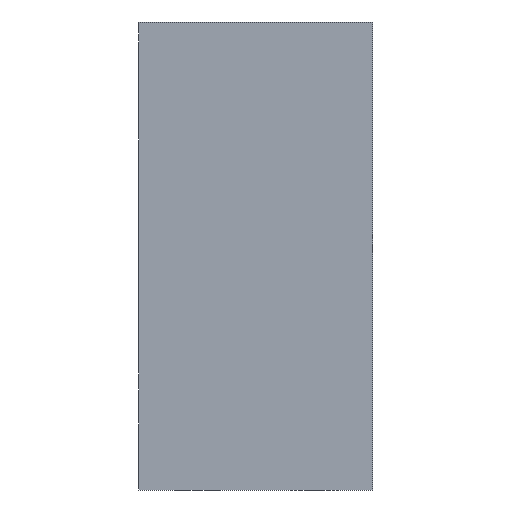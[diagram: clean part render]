
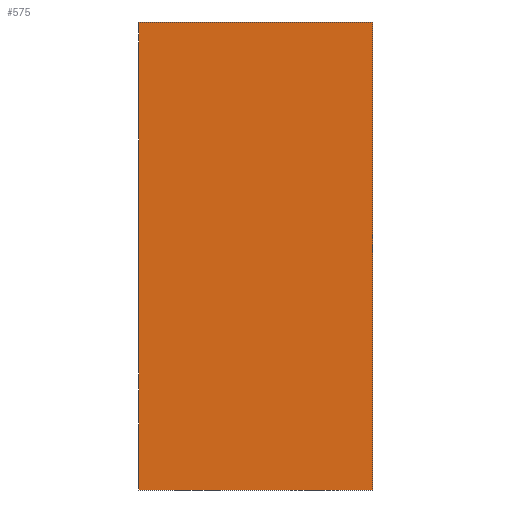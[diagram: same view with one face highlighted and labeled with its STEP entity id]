
A CAD part, left-side view. The second image highlights one B-rep face of the part: STEP entity #575.
In plain terms, the highlighted planar face has unit normal (-1, 0, 0).
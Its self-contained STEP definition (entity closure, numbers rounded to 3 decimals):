
#14 = DIRECTION ( 'NONE',  ( 0., -1., 0. ) ) ;
#17 = CARTESIAN_POINT ( 'NONE',  ( -29.355, -6., 0. ) ) ;
#32 = VECTOR ( 'NONE', #358, 1000. ) ;
#61 = VERTEX_POINT ( 'NONE', #124 ) ;
#80 = ORIENTED_EDGE ( 'NONE', *, *, #555, .F. ) ;
#84 = LINE ( 'NONE', #471, #32 ) ;
#88 = PLANE ( 'NONE',  #269 ) ;
#114 = CARTESIAN_POINT ( 'NONE',  ( -29.355, -6., -20. ) ) ;
#124 = CARTESIAN_POINT ( 'NONE',  ( -29.355, -16., 0. ) ) ;
#258 = CARTESIAN_POINT ( 'NONE',  ( -29.355, -6., 0. ) ) ;
#261 = ORIENTED_EDGE ( 'NONE', *, *, #464, .T. ) ;
#269 = AXIS2_PLACEMENT_3D ( 'NONE', #539, #313, #274 ) ;
#274 = DIRECTION ( 'NONE',  ( 0., 0., -1. ) ) ;
#293 = LINE ( 'NONE', #508, #409 ) ;
#298 = EDGE_LOOP ( 'NONE', ( #478, #261, #80, #325 ) ) ;
#310 = VECTOR ( 'NONE', #525, 1000. ) ;
#313 = DIRECTION ( 'NONE',  ( 1., 0., 0. ) ) ;
#325 = ORIENTED_EDGE ( 'NONE', *, *, #363, .F. ) ;
#329 = LINE ( 'NONE', #17, #530 ) ;
#356 = VERTEX_POINT ( 'NONE', #557 ) ;
#358 = DIRECTION ( 'NONE',  ( 0., -1., 0. ) ) ;
#363 = EDGE_CURVE ( 'NONE', #507, #61, #293, .T. ) ;
#370 = VERTEX_POINT ( 'NONE', #114 ) ;
#397 = LINE ( 'NONE', #574, #310 ) ;
#403 = EDGE_CURVE ( 'NONE', #507, #370, #329, .T. ) ;
#409 = VECTOR ( 'NONE', #14, 1000. ) ;
#464 = EDGE_CURVE ( 'NONE', #370, #356, #84, .T. ) ;
#471 = CARTESIAN_POINT ( 'NONE',  ( -29.355, 0., -20. ) ) ;
#478 = ORIENTED_EDGE ( 'NONE', *, *, #403, .T. ) ;
#492 = FACE_OUTER_BOUND ( 'NONE', #298, .T. ) ;
#507 = VERTEX_POINT ( 'NONE', #258 ) ;
#508 = CARTESIAN_POINT ( 'NONE',  ( -29.355, 0., 0. ) ) ;
#525 = DIRECTION ( 'NONE',  ( 0., 0., -1. ) ) ;
#530 = VECTOR ( 'NONE', #561, 1000. ) ;
#539 = CARTESIAN_POINT ( 'NONE',  ( -29.355, 0., 0. ) ) ;
#555 = EDGE_CURVE ( 'NONE', #61, #356, #397, .T. ) ;
#557 = CARTESIAN_POINT ( 'NONE',  ( -29.355, -16., -20. ) ) ;
#561 = DIRECTION ( 'NONE',  ( 0., 0., -1. ) ) ;
#574 = CARTESIAN_POINT ( 'NONE',  ( -29.355, -16., 0. ) ) ;
#575 = ADVANCED_FACE ( 'NONE', ( #492 ), #88, .F. ) ;
